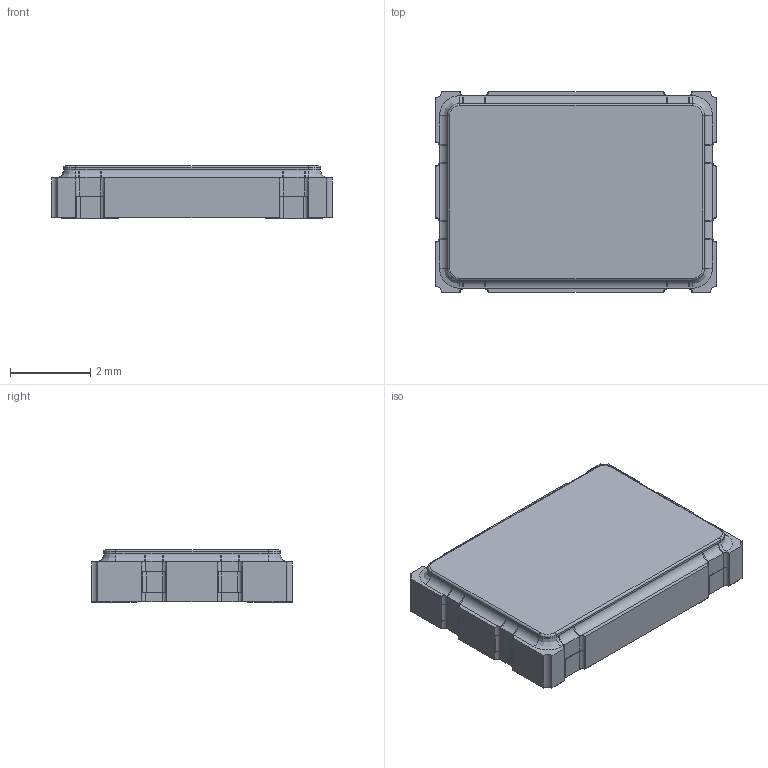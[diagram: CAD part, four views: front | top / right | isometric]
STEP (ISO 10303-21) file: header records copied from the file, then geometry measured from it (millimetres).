
FILE_DESCRIPTION (( 'STEP AP214' ), '1' );
FILE_NAME ('User Library-7W_TXC.STEP', '2022-03-10T16:36:35', ( '' ), ( '' ), 'SwSTEP 2.0', 'SolidWorks 2021', '' );
FILE_SCHEMA (( 'AUTOMOTIVE_DESIGN' ));
Length unit declared in the file: millimetre
Products named in the file (1): User Library-7W_TXC
Bounding box: 7 x 5 x 1.3 mm (x, y, z)
Volume: 42.7 mm3; surface area: 97.6 mm2
Topology: 1 solids, 1 shells, 183 faces, 495 edges, 314 vertices
Faces by surface type: plane 91, cylinder 68, bspline 24
Entity records: 6815 total; most frequent: CARTESIAN_POINT 1377, ORIENTED_EDGE 990, DIRECTION 983, EDGE_CURVE 495, AXIS2_PLACEMENT_3D 336, VERTEX_POINT 314, VECTOR 311, LINE 311
